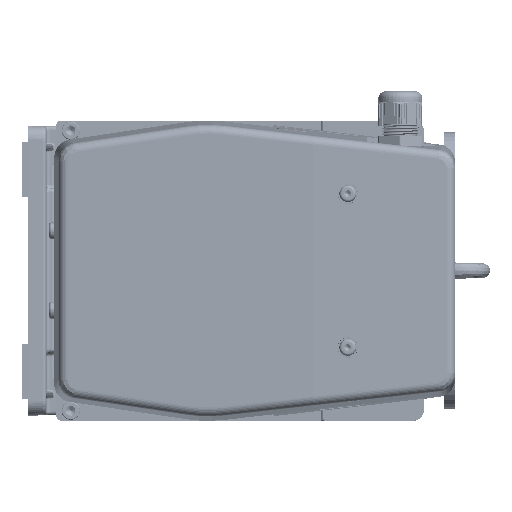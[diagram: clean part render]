
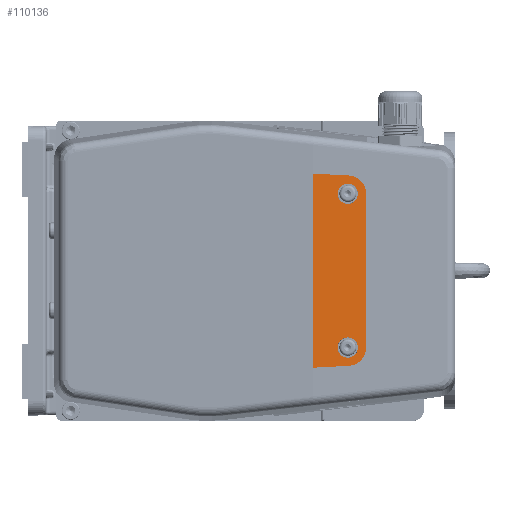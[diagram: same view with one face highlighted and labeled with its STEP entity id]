
A CAD part, front view. The second image highlights one B-rep face of the part: STEP entity #110136.
In plain terms, the highlighted planar face has unit normal (0.052, -0.999, 0).
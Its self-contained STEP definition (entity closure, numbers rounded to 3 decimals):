
#2257=PLANE('',#117395);
#4429=ELLIPSE('',#117396,5.55,5.542);
#4430=ELLIPSE('',#117397,5.55,5.542);
#4971=FACE_BOUND('',#12745,.T.);
#4972=FACE_BOUND('',#12746,.T.);
#6409=FACE_OUTER_BOUND('',#12744,.T.);
#12744=EDGE_LOOP('',(#74580,#74581,#74582,#74583,#74584,#74585));
#12745=EDGE_LOOP('',(#74586));
#12746=EDGE_LOOP('',(#74587));
#18899=B_SPLINE_CURVE_WITH_KNOTS('',3,(#173487,#173488,#173489,#173490,
#173491,#173492,#173493,#173494,#173495,#173496),.UNSPECIFIED.,.F.,.F.,
(4,2,2,2,4),(-2.473,-1.978,-1.248,-0.477,
0.),.UNSPECIFIED.);
#18900=B_SPLINE_CURVE_WITH_KNOTS('',3,(#173500,#173501,#173502,#173503,
#173504,#173505,#173506,#173507,#173508,#173509),.UNSPECIFIED.,.F.,.F.,
(4,2,2,2,4),(-1.96,-1.599,-1.015,-0.463,
0.),.UNSPECIFIED.);
#24396=LINE('',#173162,#32372);
#24427=LINE('',#173485,#32403);
#24428=LINE('',#173498,#32404);
#24429=LINE('',#173510,#32405);
#32372=VECTOR('',#131317,105.987);
#32403=VECTOR('',#131362,19.276);
#32404=VECTOR('',#131363,84.);
#32405=VECTOR('',#131364,19.276);
#44985=VERTEX_POINT('',#173159);
#44986=VERTEX_POINT('',#173161);
#45021=VERTEX_POINT('',#173484);
#45022=VERTEX_POINT('',#173486);
#45023=VERTEX_POINT('',#173497);
#45024=VERTEX_POINT('',#173499);
#45025=VERTEX_POINT('',#173511);
#45026=VERTEX_POINT('',#173513);
#56092=EDGE_CURVE('',#44985,#44986,#24396,.T.);
#56130=EDGE_CURVE('',#44985,#45021,#24427,.T.);
#56131=EDGE_CURVE('',#45021,#45022,#18899,.T.);
#56132=EDGE_CURVE('',#45023,#45022,#24428,.T.);
#56133=EDGE_CURVE('',#45023,#45024,#18900,.T.);
#56134=EDGE_CURVE('',#44986,#45024,#24429,.T.);
#56135=EDGE_CURVE('',#45025,#45025,#4429,.T.);
#56136=EDGE_CURVE('',#45026,#45026,#4430,.T.);
#74580=ORIENTED_EDGE('',*,*,#56092,.F.);
#74581=ORIENTED_EDGE('',*,*,#56130,.T.);
#74582=ORIENTED_EDGE('',*,*,#56131,.T.);
#74583=ORIENTED_EDGE('',*,*,#56132,.F.);
#74584=ORIENTED_EDGE('',*,*,#56133,.T.);
#74585=ORIENTED_EDGE('',*,*,#56134,.F.);
#74586=ORIENTED_EDGE('',*,*,#56135,.F.);
#74587=ORIENTED_EDGE('',*,*,#56136,.F.);
#110136=ADVANCED_FACE('',(#6409,#4971,#4972),#2257,.F.);
#117395=AXIS2_PLACEMENT_3D('',#173483,#131360,#131361);
#117396=AXIS2_PLACEMENT_3D('',#173512,#131365,#131366);
#117397=AXIS2_PLACEMENT_3D('',#173514,#131367,#131368);
#131317=DIRECTION('',(0.,0.,1.));
#131360=DIRECTION('center_axis',(-0.052,0.999,
0.));
#131361=DIRECTION('ref_axis',(0.,0.,
-1.));
#131362=DIRECTION('',(0.997,0.052,0.052));
#131363=DIRECTION('',(0.,0.,-1.));
#131364=DIRECTION('',(0.997,0.052,-0.052));
#131365=DIRECTION('center_axis',(0.052,-0.999,
0.));
#131366=DIRECTION('ref_axis',(-0.999,-0.052,0.));
#131367=DIRECTION('center_axis',(0.052,-0.999,
0.));
#131368=DIRECTION('ref_axis',(-0.999,-0.052,0.));
#173159=CARTESIAN_POINT('',(39.6,-224.013,-52.994));
#173161=CARTESIAN_POINT('',(39.6,-224.013,52.994));
#173162=CARTESIAN_POINT('',(39.6,-224.013,-52.994));
#173483=CARTESIAN_POINT('Origin',(39.6,-224.013,-75.285));
#173484=CARTESIAN_POINT('',(58.823,-223.005,-51.986));
#173485=CARTESIAN_POINT('',(39.6,-224.013,-52.994));
#173486=CARTESIAN_POINT('',(68.3,-222.509,-42.));
#173487=CARTESIAN_POINT('Ctrl Pts',(58.823,-223.005,-51.986));
#173488=CARTESIAN_POINT('Ctrl Pts',(60.525,-222.916,
-51.897));
#173489=CARTESIAN_POINT('Ctrl Pts',(61.791,-222.85,
-51.409));
#173490=CARTESIAN_POINT('Ctrl Pts',(63.681,-222.751,
-50.521));
#173491=CARTESIAN_POINT('Ctrl Pts',(64.701,-222.697,
-49.783));
#173492=CARTESIAN_POINT('Ctrl Pts',(66.46,-222.605,
-47.928));
#173493=CARTESIAN_POINT('Ctrl Pts',(67.173,-222.568,
-46.798));
#173494=CARTESIAN_POINT('Ctrl Pts',(67.934,-222.528,
-44.801));
#173495=CARTESIAN_POINT('Ctrl Pts',(68.3,-222.509,
-43.588));
#173496=CARTESIAN_POINT('Ctrl Pts',(68.3,-222.509,
-42.));
#173497=CARTESIAN_POINT('',(68.3,-222.509,42.));
#173498=CARTESIAN_POINT('',(68.3,-222.509,42.));
#173499=CARTESIAN_POINT('',(58.823,-223.005,51.986));
#173500=CARTESIAN_POINT('Ctrl Pts',(68.3,-222.509,
42.));
#173501=CARTESIAN_POINT('Ctrl Pts',(68.3,-222.509,
43.588));
#173502=CARTESIAN_POINT('Ctrl Pts',(67.934,-222.528,
44.801));
#173503=CARTESIAN_POINT('Ctrl Pts',(67.173,-222.568,
46.797));
#173504=CARTESIAN_POINT('Ctrl Pts',(66.46,-222.605,
47.927));
#173505=CARTESIAN_POINT('Ctrl Pts',(64.702,-222.697,49.782));
#173506=CARTESIAN_POINT('Ctrl Pts',(63.681,-222.751,
50.52));
#173507=CARTESIAN_POINT('Ctrl Pts',(61.613,-222.859,51.492));
#173508=CARTESIAN_POINT('Ctrl Pts',(60.361,-222.925,
51.906));
#173509=CARTESIAN_POINT('Ctrl Pts',(58.823,-223.005,
51.986));
#173510=CARTESIAN_POINT('',(39.6,-224.013,52.994));
#173511=CARTESIAN_POINT('',(58.3,-223.033,-36.458));
#173512=CARTESIAN_POINT('Origin',(58.297,-223.033,-42.));
#173513=CARTESIAN_POINT('',(58.3,-223.033,47.542));
#173514=CARTESIAN_POINT('Origin',(58.297,-223.033,42.));
